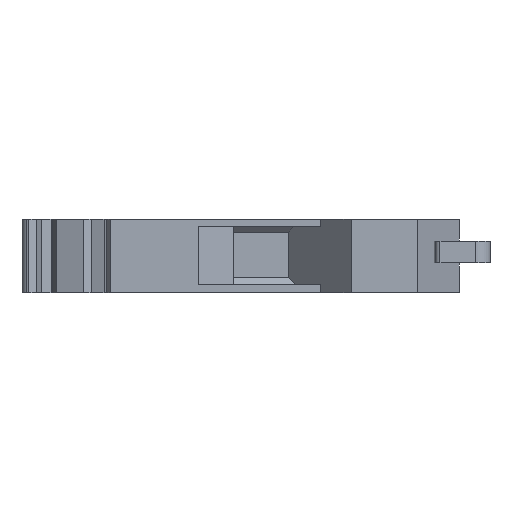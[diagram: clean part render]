
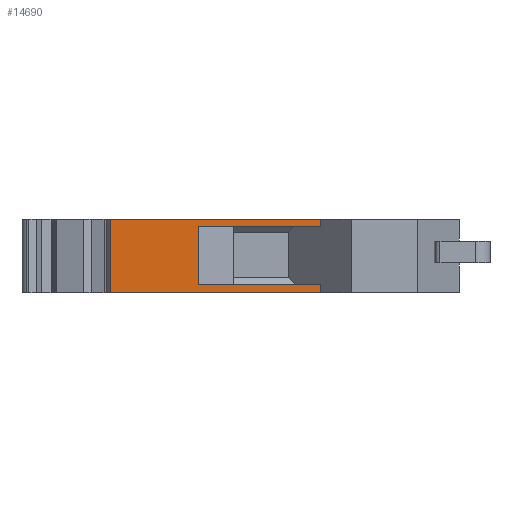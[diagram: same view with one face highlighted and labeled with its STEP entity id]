
A CAD part, left-side view. The second image highlights one B-rep face of the part: STEP entity #14690.
In plain terms, the highlighted planar face has unit normal (-1, 0, 0).
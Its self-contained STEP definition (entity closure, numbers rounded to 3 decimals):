
#10070=CARTESIAN_POINT('',(-13.5,20.927,-2.7));
#10080=VERTEX_POINT('',#10070);
#10110=CARTESIAN_POINT('',(-13.5,3.2,-2.7));
#10120=DIRECTION('',(0.,-1.,0.));
#10130=VECTOR('',#10120,1.);
#10140=LINE('',#10110,#10130);
#10150=CARTESIAN_POINT('',(-13.5,6.518,-2.7));
#10160=VERTEX_POINT('',#10150);
#10170=EDGE_CURVE('',#10080,#10160,#10140,.T.);
#14070=CARTESIAN_POINT('',(-13.5,20.927,-2.65));
#14080=DIRECTION('',(-1.,0.,0.));
#14090=DIRECTION('',(0.,-1.,0.));
#14100=AXIS2_PLACEMENT_3D('',#14070,#14080,#14090);
#14110=PLANE('',#14100);
#14120=CARTESIAN_POINT('',(-13.5,3.2,-2.15));
#14130=DIRECTION('',(0.,-1.,0.));
#14140=VECTOR('',#14130,1.);
#14150=LINE('',#14120,#14140);
#14160=CARTESIAN_POINT('',(-13.5,14.9,-2.15));
#14170=VERTEX_POINT('',#14160);
#14180=CARTESIAN_POINT('',(-13.5,6.518,-2.15));
#14190=VERTEX_POINT('',#14180);
#14200=EDGE_CURVE('',#14170,#14190,#14150,.T.);
#14210=ORIENTED_EDGE('',*,*,#14200,.F.);
#14220=CARTESIAN_POINT('',(-13.5,6.518,-5.));
#14230=DIRECTION('',(0.,0.,-1.));
#14240=VECTOR('',#14230,1.);
#14250=LINE('',#14220,#14240);
#14260=EDGE_CURVE('',#14190,#10160,#14250,.T.);
#14270=ORIENTED_EDGE('',*,*,#14260,.F.);
#14280=ORIENTED_EDGE('',*,*,#10170,.T.);
#14290=CARTESIAN_POINT('',(-13.5,20.927,-5.));
#14300=DIRECTION('',(0.,0.,-1.));
#14310=VECTOR('',#14300,1.);
#14320=LINE('',#14290,#14310);
#14330=CARTESIAN_POINT('',(-13.5,20.927,2.35));
#14340=VERTEX_POINT('',#14330);
#14350=EDGE_CURVE('',#14340,#10080,#14320,.T.);
#14360=ORIENTED_EDGE('',*,*,#14350,.T.);
#14370=CARTESIAN_POINT('',(-13.5,3.2,2.35));
#14380=DIRECTION('',(0.,1.,0.));
#14390=VECTOR('',#14380,1.);
#14400=LINE('',#14370,#14390);
#14410=CARTESIAN_POINT('',(-13.5,6.518,2.35));
#14420=VERTEX_POINT('',#14410);
#14430=EDGE_CURVE('',#14420,#14340,#14400,.T.);
#14440=ORIENTED_EDGE('',*,*,#14430,.T.);
#14450=CARTESIAN_POINT('',(-13.5,6.518,-5.));
#14460=DIRECTION('',(0.,0.,-1.));
#14470=VECTOR('',#14460,1.);
#14480=LINE('',#14450,#14470);
#14490=CARTESIAN_POINT('',(-13.5,6.518,1.85));
#14500=VERTEX_POINT('',#14490);
#14510=EDGE_CURVE('',#14420,#14500,#14480,.T.);
#14520=ORIENTED_EDGE('',*,*,#14510,.F.);
#14530=CARTESIAN_POINT('',(-13.5,3.2,1.85));
#14540=DIRECTION('',(0.,-1.,0.));
#14550=VECTOR('',#14540,1.);
#14560=LINE('',#14530,#14550);
#14570=CARTESIAN_POINT('',(-13.5,14.9,1.85));
#14580=VERTEX_POINT('',#14570);
#14590=EDGE_CURVE('',#14580,#14500,#14560,.T.);
#14600=ORIENTED_EDGE('',*,*,#14590,.T.);
#14610=CARTESIAN_POINT('',(-13.5,14.9,-2.15));
#14620=DIRECTION('',(0.,0.,1.));
#14630=VECTOR('',#14620,1.);
#14640=LINE('',#14610,#14630);
#14650=EDGE_CURVE('',#14170,#14580,#14640,.T.);
#14660=ORIENTED_EDGE('',*,*,#14650,.T.);
#14670=EDGE_LOOP('',(#14660,#14600,#14520,#14440,#14360,#14280,#14270,
#14210));
#14680=FACE_OUTER_BOUND('',#14670,.T.);
#14690=ADVANCED_FACE('',(#14680),#14110,.T.);
